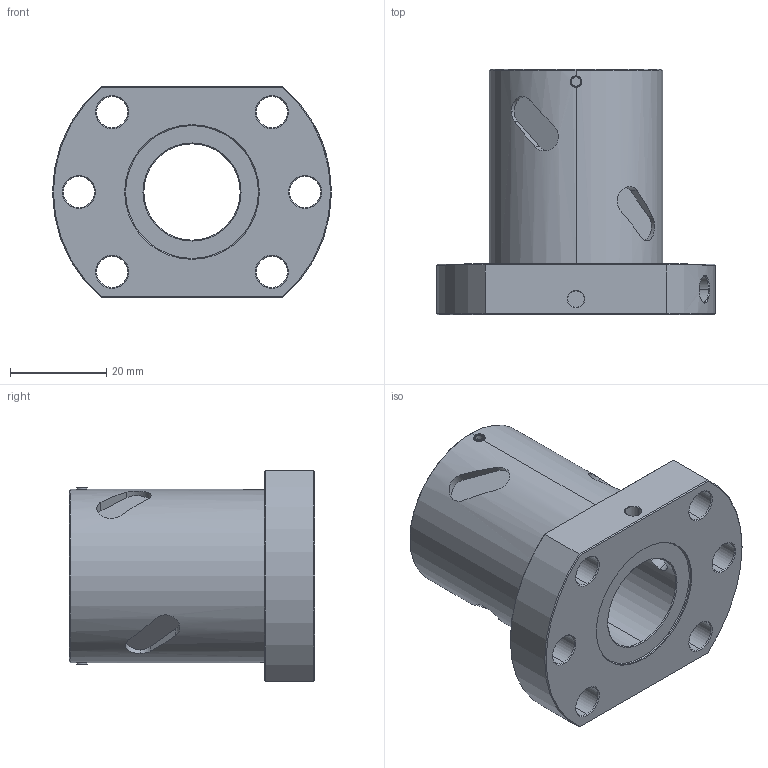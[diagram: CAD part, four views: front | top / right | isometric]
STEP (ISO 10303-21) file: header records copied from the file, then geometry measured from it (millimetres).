
FILE_DESCRIPTION (( 'STEP AP203' ), '1' );
FILE_NAME ('SFU2005.STEP', '2024-11-25T07:37:28', ( '' ), ( '' ), 'SwSTEP 2.0', 'SolidWorks 2021', '' );
FILE_SCHEMA (( 'CONFIG_CONTROL_DESIGN' ));
Length unit declared in the file: millimetre
Products named in the file (1): SFU2005
Bounding box: 58 x 51 x 44 mm (x, y, z)
Volume: 45714.7 mm3; surface area: 14968.1 mm2
Topology: 3 solids, 3 shells, 137 faces, 318 edges, 196 vertices
Faces by surface type: cylinder 48, plane 43, cone 40, bspline 6
Entity records: 5660 total; most frequent: CARTESIAN_POINT 2469, DIRECTION 644, ORIENTED_EDGE 636, EDGE_CURVE 318, AXIS2_PLACEMENT_3D 248, VERTEX_POINT 196, EDGE_LOOP 166, VECTOR 148
